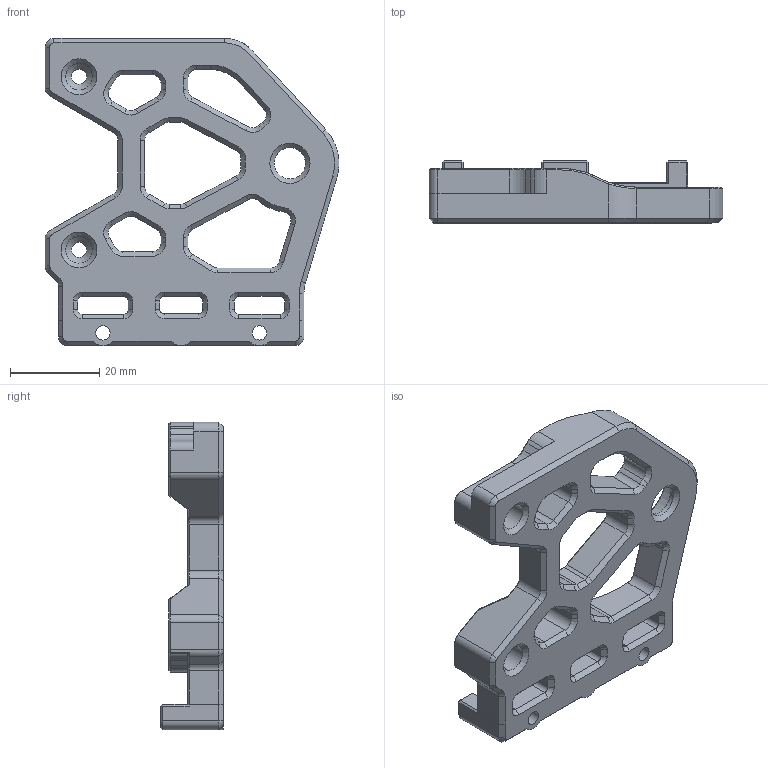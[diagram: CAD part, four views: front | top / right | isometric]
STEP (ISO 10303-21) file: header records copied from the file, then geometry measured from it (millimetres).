
FILE_DESCRIPTION(/* description */ (''),/* implementation_level */ '2;1');
FILE_NAME(/* name */ 'Fairing.step',/* time_stamp */ '2020-05-04T19:18:21+03:00',/* author */ (''),/* organization */ (''),/* preprocessor_version */ 'ST-DEVELOPER v18.1',/* originating_system */ 'Autodesk Translation Framework v9.2.0.1227',/* authorisation */ '');
FILE_SCHEMA (('AUTOMOTIVE_DESIGN { 1 0 10303 214 3 1 1 }'));
Length unit declared in the file: millimetre
Products named in the file (1): Fairing
Bounding box: 65.83 x 14 x 68.85 mm (x, y, z)
Volume: 22824.6 mm3; surface area: 11511.1 mm2
Topology: 1 solids, 1 shells, 470 faces, 1128 edges, 657 vertices
Faces by surface type: plane 228, cone 122, cylinder 76, bspline 44
Full cylindrical faces by diameter (mm): 3.2 x2, 3.4 x2, 6 x2, 7 x1, 16.125 x1
Entity records: 14229 total; most frequent: CARTESIAN_POINT 3489, ORIENTED_EDGE 2256, DIRECTION 2154, EDGE_CURVE 1128, LINE 758, VECTOR 758, AXIS2_PLACEMENT_3D 698, VERTEX_POINT 657
